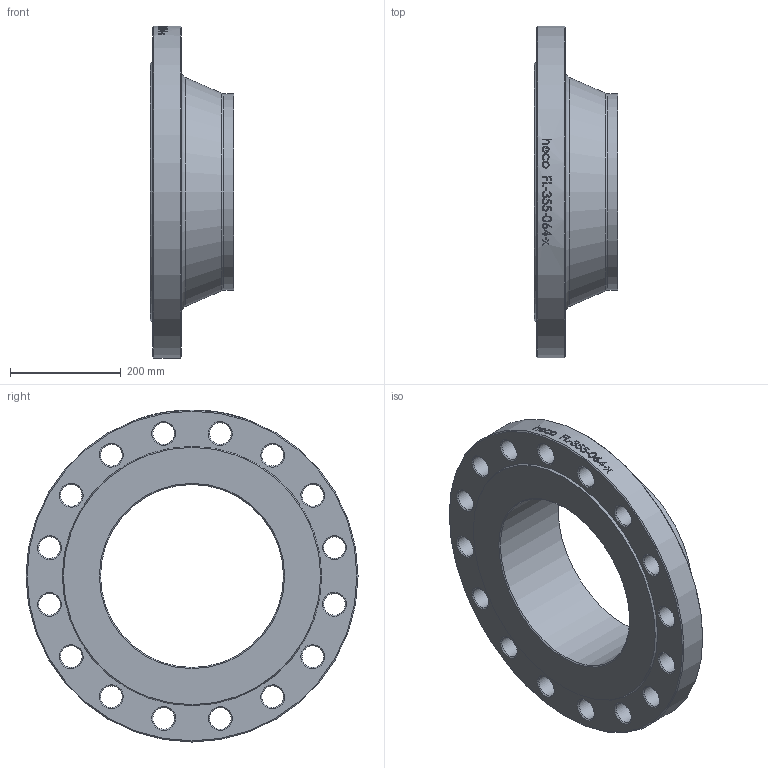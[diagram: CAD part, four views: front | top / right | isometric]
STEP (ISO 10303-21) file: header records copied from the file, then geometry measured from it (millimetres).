
FILE_DESCRIPTION (( 'STEP AP214' ), '1' );
FILE_NAME ('FL-355-064-x Vorschweissflansch EN1092 2102.STEP', '2021-02-26T10:29:17', ( '' ), ( '' ), 'SwSTEP 2.0', 'SolidWorks 2019', '' );
FILE_SCHEMA (( 'AUTOMOTIVE_DESIGN' ));
Length unit declared in the file: millimetre
Products named in the file (1): FL-355-064-x Vorschweissflansch EN1092 2102
Bounding box: 150 x 600 x 600 mm (x, y, z)
Volume: 12269266.6 mm3; surface area: 784080.4 mm2
Topology: 1 solids, 1 shells, 83 faces, 324 edges, 265 vertices
Faces by surface type: cylinder 40, cone 37, plane 4, torus 2
Full cylindrical faces by diameter (mm): 39 x16, 330.6 x1, 355.6 x1, 600 x1
Entity records: 7657 total; most frequent: CARTESIAN_POINT 5005, ORIENTED_EDGE 490, DIRECTION 425, EDGE_CURVE 245, VERTEX_POINT 245, AXIS2_PLACEMENT_3D 199, EDGE_LOOP 198, CIRCLE 115
